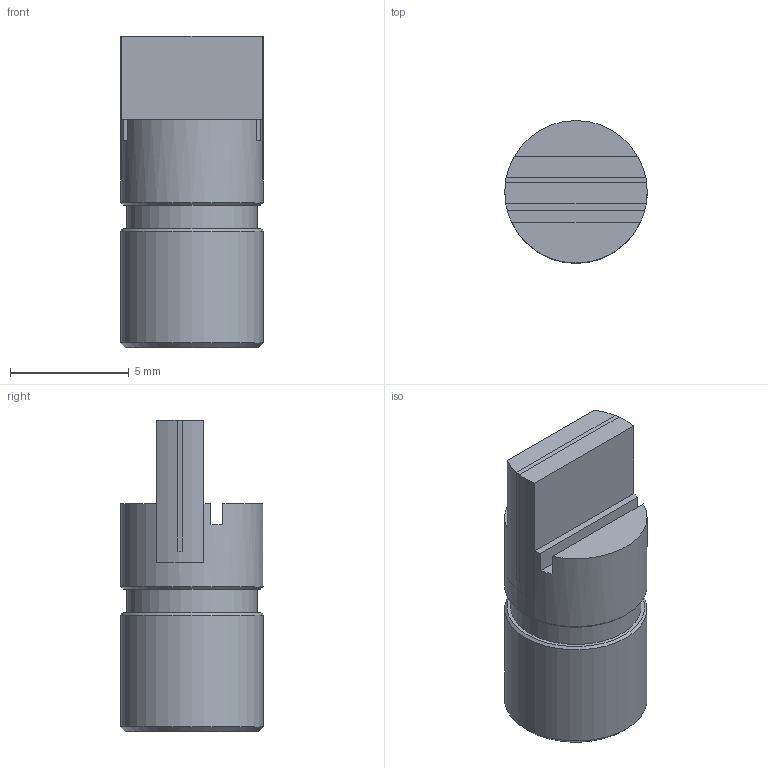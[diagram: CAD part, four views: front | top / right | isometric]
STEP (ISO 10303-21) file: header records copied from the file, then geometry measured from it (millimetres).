
FILE_DESCRIPTION(/* description */ (''),/* implementation_level */ '2;1');
FILE_NAME(/* name */ 'Laser_6mm_5mW.step',/* time_stamp */ '2021-12-07T20:09:27+02:00',/* author */ (''),/* organization */ (''),/* preprocessor_version */ 'ST-DEVELOPER v18.1',/* originating_system */ 'Autodesk Translation Framework v10.10.0.1391',/* authorisation */ '');
FILE_SCHEMA (('AUTOMOTIVE_DESIGN { 1 0 10303 214 3 1 1 }'));
Length unit declared in the file: millimetre
Products named in the file (1): Laser_6mm_5mW
Bounding box: 6 x 6 x 13.1 mm (x, y, z)
Volume: 293.3 mm3; surface area: 555.4 mm2
Topology: 5 solids, 5 shells, 36 faces, 69 edges, 45 vertices
Faces by surface type: plane 24, cylinder 9, cone 3
Full cylindrical faces by diameter (mm): 3 x2, 5.5 x1, 6 x2
Entity records: 964 total; most frequent: DIRECTION 172, CARTESIAN_POINT 151, ORIENTED_EDGE 138, EDGE_CURVE 69, AXIS2_PLACEMENT_3D 66, VERTEX_POINT 45, LINE 40, VECTOR 40
